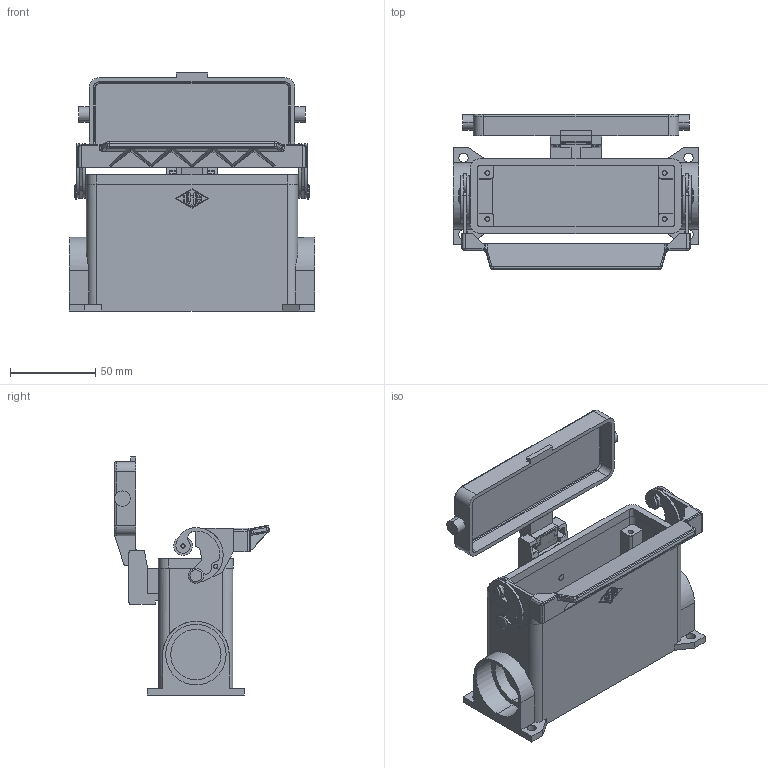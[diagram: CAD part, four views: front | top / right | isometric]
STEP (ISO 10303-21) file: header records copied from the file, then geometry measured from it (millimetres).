
FILE_DESCRIPTION((''),'2;1');
FILE_NAME('CMAP 16 LS29.stp','2006-12-21T15:49:21',('gembarski'),(''),'Autodesk Inventor 7','Autodesk Inventor 7','');
FILE_SCHEMA(('AUTOMOTIVE_DESIGN { 1 0 10303 214 1 1 1 1 }'));
Length unit declared in the file: millimetre
Products named in the file (1): CMAP 16 LS29
Bounding box: 144 x 90.95 x 139.7 mm (x, y, z)
Volume: 187229.6 mm3; surface area: 107069.7 mm2
Topology: 6 solids, 6 shells, 626 faces, 1676 edges, 1092 vertices
Faces by surface type: plane 282, cylinder 180, bspline 136, torus 16, cone 8, sphere 4
Entity records: 22726 total; most frequent: CARTESIAN_POINT 6919, ORIENTED_EDGE 3356, DIRECTION 3272, EDGE_CURVE 1678, AXIS2_PLACEMENT_3D 1135, VERTEX_POINT 1092, VECTOR 1002, LINE 1002
